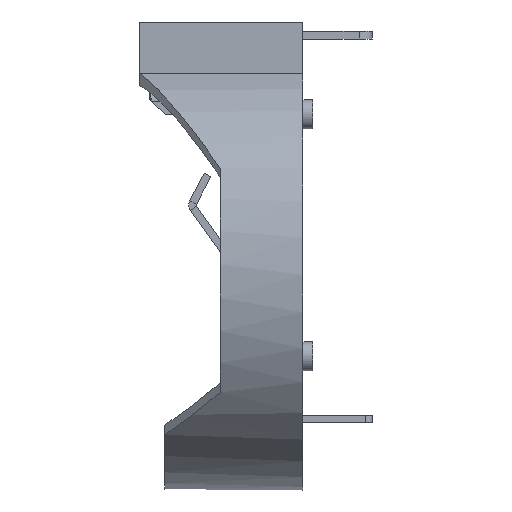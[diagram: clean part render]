
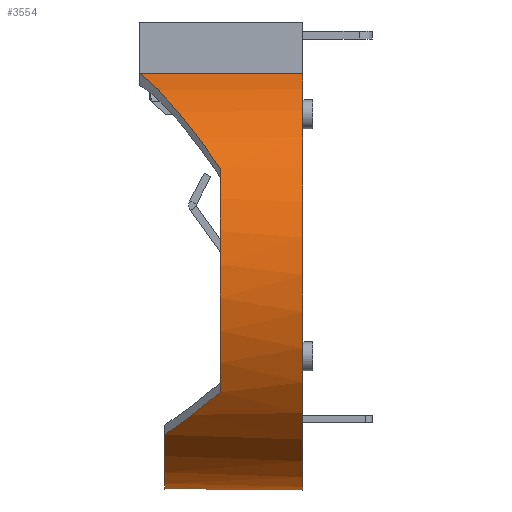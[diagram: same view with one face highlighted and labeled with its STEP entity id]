
A CAD part, left-side view. The second image highlights one B-rep face of the part: STEP entity #3554.
In plain terms, the highlighted cylindrical face has radius 11.175 mm (diameter 22.35 mm), a partial arc.
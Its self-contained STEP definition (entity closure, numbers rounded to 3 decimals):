
#113 = DIRECTION ( 'NONE',  ( 0., -1., 0. ) ) ;
#124 = DIRECTION ( 'NONE',  ( 0., 0., 1. ) ) ;
#126 = ORIENTED_EDGE ( 'NONE', *, *, #2924, .F. ) ;
#127 = DIRECTION ( 'NONE',  ( 0., 0., -1. ) ) ;
#390 = CARTESIAN_POINT ( 'NONE',  ( 3.75, -26.837, 10.527 ) ) ;
#402 = CARTESIAN_POINT ( 'NONE',  ( 9.372, 4.315, -6.086 ) ) ;
#484 = ORIENTED_EDGE ( 'NONE', *, *, #4786, .T. ) ;
#544 =( BOUNDED_CURVE ( )  B_SPLINE_CURVE ( 3, ( #2965, #3900, #5325, #1146 ),
 .UNSPECIFIED., .F., .F. ) 
 B_SPLINE_CURVE_WITH_KNOTS ( ( 4, 4 ),
 ( 4.712, 4.974 ),
 .UNSPECIFIED. ) 
 CURVE ( )  GEOMETRIC_REPRESENTATION_ITEM ( )  RATIONAL_B_SPLINE_CURVE ( ( 1., 0.994, 0.994, 1. ) ) 
 REPRESENTATION_ITEM ( '' )  );
#597 = CARTESIAN_POINT ( 'NONE',  ( -9.678, 4.315, 5.588 ) ) ;
#624 = EDGE_CURVE ( 'NONE', #3339, #1048, #2257, .T. ) ;
#796 = LINE ( 'NONE', #3690, #1574 ) ;
#970 = ORIENTED_EDGE ( 'NONE', *, *, #1974, .T. ) ;
#976 = CARTESIAN_POINT ( 'NONE',  ( 9.678, 4.315, 5.588 ) ) ;
#987 = CARTESIAN_POINT ( 'NONE',  ( 9.678, 4.315, 5.588 ) ) ;
#991 = CARTESIAN_POINT ( 'NONE',  ( 0., 4.315, 0. ) ) ;
#1032 = CARTESIAN_POINT ( 'NONE',  ( 3.75, 8.496, 10.527 ) ) ;
#1048 = VERTEX_POINT ( 'NONE', #4573 ) ;
#1096 = VERTEX_POINT ( 'NONE', #5040 ) ;
#1146 = CARTESIAN_POINT ( 'NONE',  ( -7.483, 7.2, -8.3 ) ) ;
#1234 = ORIENTED_EDGE ( 'NONE', *, *, #1272, .F. ) ;
#1245 = CARTESIAN_POINT ( 'NONE',  ( -9.678, 4.315, 5.588 ) ) ;
#1246 = VERTEX_POINT ( 'NONE', #3753 ) ;
#1272 = EDGE_CURVE ( 'NONE', #1048, #1246, #5260, .T. ) ;
#1285 = ORIENTED_EDGE ( 'NONE', *, *, #5319, .F. ) ;
#1430 = DIRECTION ( 'NONE',  ( 0., 0., 1. ) ) ;
#1480 = AXIS2_PLACEMENT_3D ( 'NONE', #2805, #4639, #124 ) ;
#1496 = CARTESIAN_POINT ( 'NONE',  ( 8.337, 5.863, 7.91 ) ) ;
#1574 = VECTOR ( 'NONE', #2217, 1000. ) ;
#1575 =( BOUNDED_CURVE ( )  B_SPLINE_CURVE ( 3, ( #1032, #3727, #1496, #976 ),
 .UNSPECIFIED., .F., .T. ) 
 B_SPLINE_CURVE_WITH_KNOTS ( ( 4, 4 ),
 ( 0.866, 1.571 ),
 .UNSPECIFIED. ) 
 CURVE ( )  GEOMETRIC_REPRESENTATION_ITEM ( )  RATIONAL_B_SPLINE_CURVE ( ( 1., 0.959, 0.959, 1. ) ) 
 REPRESENTATION_ITEM ( '' )  );
#1634 = CARTESIAN_POINT ( 'NONE',  ( -6.276, 7.317, 9.627 ) ) ;
#1675 = VERTEX_POINT ( 'NONE', #987 ) ;
#1940 = DIRECTION ( 'NONE',  ( 0., 0., -1. ) ) ;
#1974 = EDGE_CURVE ( 'NONE', #3332, #1246, #544, .T. ) ;
#1996 = CYLINDRICAL_SURFACE ( 'NONE', #1480, 11.175 ) ;
#2011 = CARTESIAN_POINT ( 'NONE',  ( -3.75, 8.496, 10.527 ) ) ;
#2102 = EDGE_LOOP ( 'NONE', ( #1234, #3687, #126, #3599, #2730, #1285, #5054, #484, #2871, #970 ) ) ;
#2172 = CARTESIAN_POINT ( 'NONE',  ( 8.208, 6.258, -7.646 ) ) ;
#2217 = DIRECTION ( 'NONE',  ( 0., 1., 0. ) ) ;
#2257 =( BOUNDED_CURVE ( )  B_SPLINE_CURVE ( 3, ( #3515, #4011, #2172, #5391 ),
 .UNSPECIFIED., .F., .T. ) 
 B_SPLINE_CURVE_WITH_KNOTS ( ( 4, 4 ),
 ( 4.712, 4.974 ),
 .UNSPECIFIED. ) 
 CURVE ( )  GEOMETRIC_REPRESENTATION_ITEM ( )  RATIONAL_B_SPLINE_CURVE ( ( 1., 0.994, 0.994, 1. ) ) 
 REPRESENTATION_ITEM ( '' )  );
#2398 = DIRECTION ( 'NONE',  ( 0., 1., 0. ) ) ;
#2410 = VECTOR ( 'NONE', #5895, 1000. ) ;
#2497 = AXIS2_PLACEMENT_3D ( 'NONE', #2827, #2875, #127 ) ;
#2561 = FACE_OUTER_BOUND ( 'NONE', #2102, .T. ) ;
#2643 = CARTESIAN_POINT ( 'NONE',  ( 3.75, 0., 10.527 ) ) ;
#2730 = ORIENTED_EDGE ( 'NONE', *, *, #5897, .F. ) ;
#2805 = CARTESIAN_POINT ( 'NONE',  ( 0., -26.837, 0. ) ) ;
#2827 = CARTESIAN_POINT ( 'NONE',  ( 0., 7.2, 0. ) ) ;
#2871 = ORIENTED_EDGE ( 'NONE', *, *, #4347, .T. ) ;
#2875 = DIRECTION ( 'NONE',  ( 0., 1., 0. ) ) ;
#2924 = EDGE_CURVE ( 'NONE', #1675, #3339, #4207, .T. ) ;
#2965 = CARTESIAN_POINT ( 'NONE',  ( -9.372, 4.315, -6.086 ) ) ;
#2969 = EDGE_CURVE ( 'NONE', #4387, #1675, #1575, .T. ) ;
#3280 = VERTEX_POINT ( 'NONE', #4489 ) ;
#3314 = VERTEX_POINT ( 'NONE', #2643 ) ;
#3332 = VERTEX_POINT ( 'NONE', #5383 ) ;
#3339 = VERTEX_POINT ( 'NONE', #402 ) ;
#3515 = CARTESIAN_POINT ( 'NONE',  ( 9.372, 4.315, -6.086 ) ) ;
#3554 = ADVANCED_FACE ( 'NONE', ( #2561 ), #1996, .T. ) ;
#3599 = ORIENTED_EDGE ( 'NONE', *, *, #2969, .F. ) ;
#3620 = CIRCLE ( 'NONE', #3658, 11.175 ) ;
#3658 = AXIS2_PLACEMENT_3D ( 'NONE', #5124, #113, #1430 ) ;
#3676 = AXIS2_PLACEMENT_3D ( 'NONE', #991, #5596, #1940 ) ;
#3687 = ORIENTED_EDGE ( 'NONE', *, *, #624, .F. ) ;
#3690 = CARTESIAN_POINT ( 'NONE',  ( -3.75, -26.837, 10.527 ) ) ;
#3727 = CARTESIAN_POINT ( 'NONE',  ( 6.276, 7.317, 9.627 ) ) ;
#3753 = CARTESIAN_POINT ( 'NONE',  ( -7.483, 7.2, -8.3 ) ) ;
#3794 = CARTESIAN_POINT ( 'NONE',  ( 0., 4.315, 0. ) ) ;
#3900 = CARTESIAN_POINT ( 'NONE',  ( -8.841, 5.29, -6.904 ) ) ;
#4011 = CARTESIAN_POINT ( 'NONE',  ( 8.841, 5.29, -6.904 ) ) ;
#4207 = CIRCLE ( 'NONE', #4558, 11.175 ) ;
#4272 = CARTESIAN_POINT ( 'NONE',  ( 3.75, 8.496, 10.527 ) ) ;
#4273 = DIRECTION ( 'NONE',  ( 0., 0., -1. ) ) ;
#4288 = EDGE_CURVE ( 'NONE', #3280, #1096, #796, .T. ) ;
#4347 = EDGE_CURVE ( 'NONE', #5574, #3332, #5381, .T. ) ;
#4387 = VERTEX_POINT ( 'NONE', #4272 ) ;
#4489 = CARTESIAN_POINT ( 'NONE',  ( -3.75, 0., 10.527 ) ) ;
#4558 = AXIS2_PLACEMENT_3D ( 'NONE', #3794, #2398, #4273 ) ;
#4573 = CARTESIAN_POINT ( 'NONE',  ( 7.483, 7.2, -8.3 ) ) ;
#4639 = DIRECTION ( 'NONE',  ( 0., 1., 0. ) ) ;
#4786 = EDGE_CURVE ( 'NONE', #1096, #5574, #5405, .T. ) ;
#5040 = CARTESIAN_POINT ( 'NONE',  ( -3.75, 8.496, 10.527 ) ) ;
#5054 = ORIENTED_EDGE ( 'NONE', *, *, #4288, .T. ) ;
#5124 = CARTESIAN_POINT ( 'NONE',  ( 0., 0., 0. ) ) ;
#5260 = CIRCLE ( 'NONE', #2497, 11.175 ) ;
#5319 = EDGE_CURVE ( 'NONE', #3280, #3314, #3620, .T. ) ;
#5325 = CARTESIAN_POINT ( 'NONE',  ( -8.208, 6.258, -7.646 ) ) ;
#5381 = CIRCLE ( 'NONE', #3676, 11.175 ) ;
#5383 = CARTESIAN_POINT ( 'NONE',  ( -9.372, 4.315, -6.086 ) ) ;
#5391 = CARTESIAN_POINT ( 'NONE',  ( 7.483, 7.2, -8.3 ) ) ;
#5405 =( BOUNDED_CURVE ( )  B_SPLINE_CURVE ( 3, ( #2011, #1634, #5824, #1245 ),
 .UNSPECIFIED., .F., .T. ) 
 B_SPLINE_CURVE_WITH_KNOTS ( ( 4, 4 ),
 ( 0.866, 1.571 ),
 .UNSPECIFIED. ) 
 CURVE ( )  GEOMETRIC_REPRESENTATION_ITEM ( )  RATIONAL_B_SPLINE_CURVE ( ( 1., 0.959, 0.959, 1. ) ) 
 REPRESENTATION_ITEM ( '' )  );
#5509 = LINE ( 'NONE', #390, #2410 ) ;
#5574 = VERTEX_POINT ( 'NONE', #597 ) ;
#5596 = DIRECTION ( 'NONE',  ( 0., -1., 0. ) ) ;
#5824 = CARTESIAN_POINT ( 'NONE',  ( -8.337, 5.863, 7.91 ) ) ;
#5895 = DIRECTION ( 'NONE',  ( 0., 1., 0. ) ) ;
#5897 = EDGE_CURVE ( 'NONE', #3314, #4387, #5509, .T. ) ;
